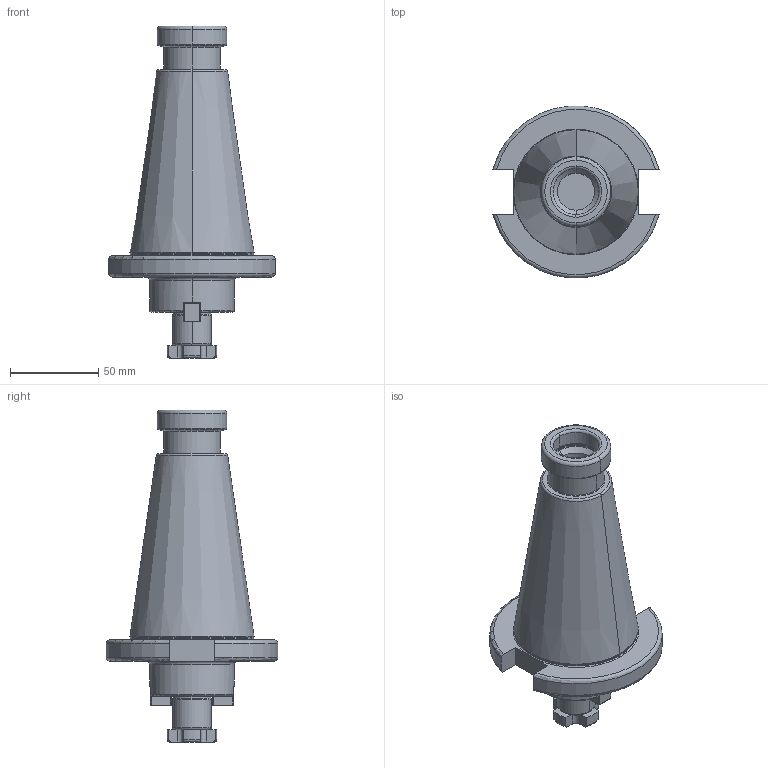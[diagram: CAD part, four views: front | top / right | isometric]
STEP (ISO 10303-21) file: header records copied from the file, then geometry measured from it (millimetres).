
FILE_DESCRIPTION((''),'2;1');
FILE_NAME('501_11_22','2020-09-14T',('103090'),(''),'CREO PARAMETRIC BY PTC INC, 2016260','CREO PARAMETRIC BY PTC INC, 2016260','');
FILE_SCHEMA(('CONFIG_CONTROL_DESIGN'));
Length unit declared in the file: millimetre
Products named in the file (1): 501_11_22
Bounding box: 94.05 x 97.13 x 187.8 mm (x, y, z)
Volume: 378796.3 mm3; surface area: 50074.7 mm2
Topology: 1 solids, 6 shells, 252 faces, 576 edges, 332 vertices
Faces by surface type: plane 114, cylinder 54, torus 42, cone 42
Entity records: 7276 total; most frequent: CARTESIAN_POINT 1525, DIRECTION 1258, ORIENTED_EDGE 1144, EDGE_CURVE 572, AXIS2_PLACEMENT_3D 481, VERTEX_POINT 332, VECTOR 296, LINE 296
